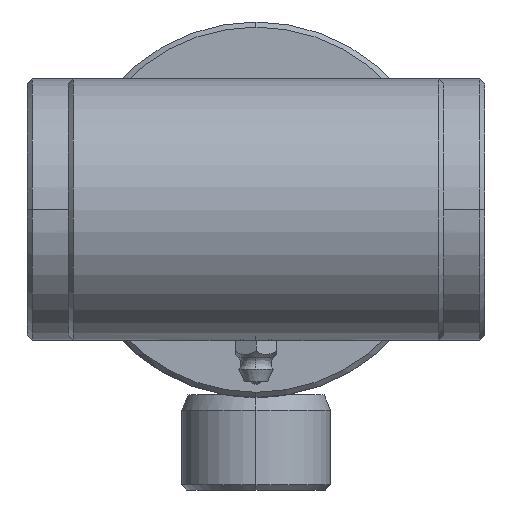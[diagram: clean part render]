
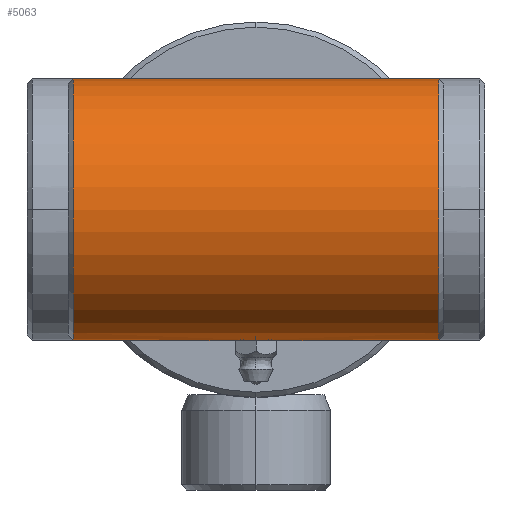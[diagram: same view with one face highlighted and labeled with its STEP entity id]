
A CAD part, left-side view. The second image highlights one B-rep face of the part: STEP entity #5063.
In plain terms, the highlighted cylindrical face has radius 25.5 mm (diameter 51 mm), a partial arc.
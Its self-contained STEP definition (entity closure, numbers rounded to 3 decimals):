
#35 = CARTESIAN_POINT ( 'NONE',  ( -25.628, -2.484, -25.498 ) ) ;
#46 = DIRECTION ( 'NONE',  ( 0., 0., 1. ) ) ;
#63 = CARTESIAN_POINT ( 'NONE',  ( -25.3, 35.5, 0. ) ) ;
#74 = VERTEX_POINT ( 'NONE', #4159 ) ;
#151 = EDGE_CURVE ( 'NONE', #2116, #4015, #5021, .T. ) ;
#203 = CARTESIAN_POINT ( 'NONE',  ( -25.948, 2.42, -25.492 ) ) ;
#270 = CARTESIAN_POINT ( 'NONE',  ( -27.8, -0.33, -25.377 ) ) ;
#448 = EDGE_CURVE ( 'NONE', #74, #4573, #2146, .T. ) ;
#526 = CARTESIAN_POINT ( 'NONE',  ( -25.3, -36.5, -25.5 ) ) ;
#758 = ORIENTED_EDGE ( 'NONE', *, *, #3099, .T. ) ;
#794 = CARTESIAN_POINT ( 'NONE',  ( -25.3, -36.5, 0. ) ) ;
#874 = ORIENTED_EDGE ( 'NONE', *, *, #448, .F. ) ;
#1036 = CARTESIAN_POINT ( 'NONE',  ( -27.672, 0.806, -25.39 ) ) ;
#1100 = CARTESIAN_POINT ( 'NONE',  ( -25.3, -2.5, -25.5 ) ) ;
#1148 = CARTESIAN_POINT ( 'NONE',  ( -26.408, -2.247, -25.476 ) ) ;
#1231 = CARTESIAN_POINT ( 'NONE',  ( -25.3, -35.5, 0. ) ) ;
#1341 = DIRECTION ( 'NONE',  ( 0., 1., 0. ) ) ;
#1353 = EDGE_LOOP ( 'NONE', ( #4689, #3888, #758, #3318, #874, #3329, #2037 ) ) ;
#1367 = DIRECTION ( 'NONE',  ( 0., 1., 0. ) ) ;
#1385 = CARTESIAN_POINT ( 'NONE',  ( -26.407, 2.247, -25.476 ) ) ;
#1422 = CARTESIAN_POINT ( 'NONE',  ( -27.784, 0.328, -25.379 ) ) ;
#1483 = B_SPLINE_CURVE_WITH_KNOTS ( 'NONE', 3,
 ( #4112, #3384, #1422, #3347, #1036, #2219, #4956, #4180, #4569, #2596, #2975, #4544, #1385, #2559, #203, #3343, #4885, #4106 ),
 .UNSPECIFIED., .F., .F.,
 ( 4, 2, 2, 2, 2, 2, 2, 2, 4 ),
 ( 0., 0., 0.001, 0.001, 0.002, 0.002, 0.003, 0.003, 0.004 ),
 .UNSPECIFIED. ) ;
#1602 = DIRECTION ( 'NONE',  ( 0., 1., 0. ) ) ;
#1706 = B_SPLINE_CURVE_WITH_KNOTS ( 'NONE', 3,
 ( #2970, #1818, #35, #4160, #3359, #1148, #3303, #4421, #2951, #2754, #4937, #3558, #2610, #2215, #270, #3839 ),
 .UNSPECIFIED., .F., .F.,
 ( 4, 2, 2, 2, 2, 2, 2, 4 ),
 ( 0.012, 0.012, 0.013, 0.013, 0.014, 0.014, 0.015, 0.016 ),
 .UNSPECIFIED. ) ;
#1818 = CARTESIAN_POINT ( 'NONE',  ( -25.465, -2.5, -25.5 ) ) ;
#2037 = ORIENTED_EDGE ( 'NONE', *, *, #2599, .F. ) ;
#2116 = VERTEX_POINT ( 'NONE', #4581 ) ;
#2146 = LINE ( 'NONE', #526, #4897 ) ;
#2168 = VERTEX_POINT ( 'NONE', #2235 ) ;
#2215 = CARTESIAN_POINT ( 'NONE',  ( -27.734, -0.659, -25.384 ) ) ;
#2219 = CARTESIAN_POINT ( 'NONE',  ( -27.546, 1.109, -25.401 ) ) ;
#2235 = CARTESIAN_POINT ( 'NONE',  ( -25.3, -35.5, 25.5 ) ) ;
#2275 = CARTESIAN_POINT ( 'NONE',  ( -25.3, -36.5, 25.5 ) ) ;
#2293 = AXIS2_PLACEMENT_3D ( 'NONE', #1231, #1602, #2807 ) ;
#2299 = CARTESIAN_POINT ( 'NONE',  ( -25.3, -36.5, -25.5 ) ) ;
#2559 = CARTESIAN_POINT ( 'NONE',  ( -26.106, 2.372, -25.488 ) ) ;
#2596 = CARTESIAN_POINT ( 'NONE',  ( -26.952, 1.884, -25.447 ) ) ;
#2599 = EDGE_CURVE ( 'NONE', #4015, #3949, #1706, .T. ) ;
#2610 = CARTESIAN_POINT ( 'NONE',  ( -27.546, -1.109, -25.401 ) ) ;
#2754 = CARTESIAN_POINT ( 'NONE',  ( -27.182, -1.653, -25.431 ) ) ;
#2807 = DIRECTION ( 'NONE',  ( 0., 0., 1. ) ) ;
#2855 = EDGE_CURVE ( 'NONE', #2116, #2168, #3170, .T. ) ;
#2951 = CARTESIAN_POINT ( 'NONE',  ( -26.952, -1.883, -25.447 ) ) ;
#2970 = CARTESIAN_POINT ( 'NONE',  ( -25.3, -2.5, -25.5 ) ) ;
#2975 = CARTESIAN_POINT ( 'NONE',  ( -26.826, 1.987, -25.455 ) ) ;
#2992 = FACE_OUTER_BOUND ( 'NONE', #1353, .T. ) ;
#3099 = EDGE_CURVE ( 'NONE', #2168, #4620, #4227, .T. ) ;
#3154 = CARTESIAN_POINT ( 'NONE',  ( -25.3, 35.5, 25.5 ) ) ;
#3170 = CIRCLE ( 'NONE', #2293, 25.5 ) ;
#3211 = AXIS2_PLACEMENT_3D ( 'NONE', #794, #3536, #5071 ) ;
#3303 = CARTESIAN_POINT ( 'NONE',  ( -26.552, -2.17, -25.47 ) ) ;
#3318 = ORIENTED_EDGE ( 'NONE', *, *, #3666, .T. ) ;
#3329 = ORIENTED_EDGE ( 'NONE', *, *, #3470, .F. ) ;
#3343 = CARTESIAN_POINT ( 'NONE',  ( -25.626, 2.484, -25.498 ) ) ;
#3347 = CARTESIAN_POINT ( 'NONE',  ( -27.72, 0.648, -25.385 ) ) ;
#3359 = CARTESIAN_POINT ( 'NONE',  ( -26.106, -2.372, -25.488 ) ) ;
#3384 = CARTESIAN_POINT ( 'NONE',  ( -27.8, 0.165, -25.377 ) ) ;
#3470 = EDGE_CURVE ( 'NONE', #3949, #74, #1483, .T. ) ;
#3536 = DIRECTION ( 'NONE',  ( 0., 1., 0. ) ) ;
#3558 = CARTESIAN_POINT ( 'NONE',  ( -27.469, -1.255, -25.408 ) ) ;
#3666 = EDGE_CURVE ( 'NONE', #4620, #4573, #3968, .T. ) ;
#3839 = CARTESIAN_POINT ( 'NONE',  ( -27.8, 0., -25.377 ) ) ;
#3888 = ORIENTED_EDGE ( 'NONE', *, *, #2855, .T. ) ;
#3922 = CARTESIAN_POINT ( 'NONE',  ( -25.3, 35.5, -25.5 ) ) ;
#3949 = VERTEX_POINT ( 'NONE', #4658 ) ;
#3968 = CIRCLE ( 'NONE', #4400, 25.5 ) ;
#3987 = VECTOR ( 'NONE', #1341, 1000. ) ;
#4015 = VERTEX_POINT ( 'NONE', #1100 ) ;
#4106 = CARTESIAN_POINT ( 'NONE',  ( -25.3, 2.5, -25.5 ) ) ;
#4112 = CARTESIAN_POINT ( 'NONE',  ( -27.8, 0., -25.377 ) ) ;
#4159 = CARTESIAN_POINT ( 'NONE',  ( -25.3, 2.5, -25.5 ) ) ;
#4160 = CARTESIAN_POINT ( 'NONE',  ( -25.947, -2.42, -25.492 ) ) ;
#4180 = CARTESIAN_POINT ( 'NONE',  ( -27.288, 1.525, -25.423 ) ) ;
#4221 = DIRECTION ( 'NONE',  ( 0., 1., 0. ) ) ;
#4227 = LINE ( 'NONE', #2275, #4952 ) ;
#4236 = CYLINDRICAL_SURFACE ( 'NONE', #3211, 25.5 ) ;
#4397 = DIRECTION ( 'NONE',  ( 0., -1., 0. ) ) ;
#4400 = AXIS2_PLACEMENT_3D ( 'NONE', #63, #4397, #46 ) ;
#4421 = CARTESIAN_POINT ( 'NONE',  ( -26.823, -1.989, -25.455 ) ) ;
#4544 = CARTESIAN_POINT ( 'NONE',  ( -26.553, 2.17, -25.47 ) ) ;
#4569 = CARTESIAN_POINT ( 'NONE',  ( -27.182, 1.653, -25.431 ) ) ;
#4573 = VERTEX_POINT ( 'NONE', #3922 ) ;
#4581 = CARTESIAN_POINT ( 'NONE',  ( -25.3, -35.5, -25.5 ) ) ;
#4620 = VERTEX_POINT ( 'NONE', #3154 ) ;
#4658 = CARTESIAN_POINT ( 'NONE',  ( -27.8, 0., -25.377 ) ) ;
#4689 = ORIENTED_EDGE ( 'NONE', *, *, #151, .F. ) ;
#4885 = CARTESIAN_POINT ( 'NONE',  ( -25.463, 2.5, -25.5 ) ) ;
#4897 = VECTOR ( 'NONE', #1367, 1000. ) ;
#4937 = CARTESIAN_POINT ( 'NONE',  ( -27.286, -1.528, -25.423 ) ) ;
#4952 = VECTOR ( 'NONE', #4221, 1000. ) ;
#4956 = CARTESIAN_POINT ( 'NONE',  ( -27.47, 1.253, -25.408 ) ) ;
#5021 = LINE ( 'NONE', #2299, #3987 ) ;
#5063 = ADVANCED_FACE ( 'NONE', ( #2992 ), #4236, .T. ) ;
#5071 = DIRECTION ( 'NONE',  ( 0., 0., 1. ) ) ;
